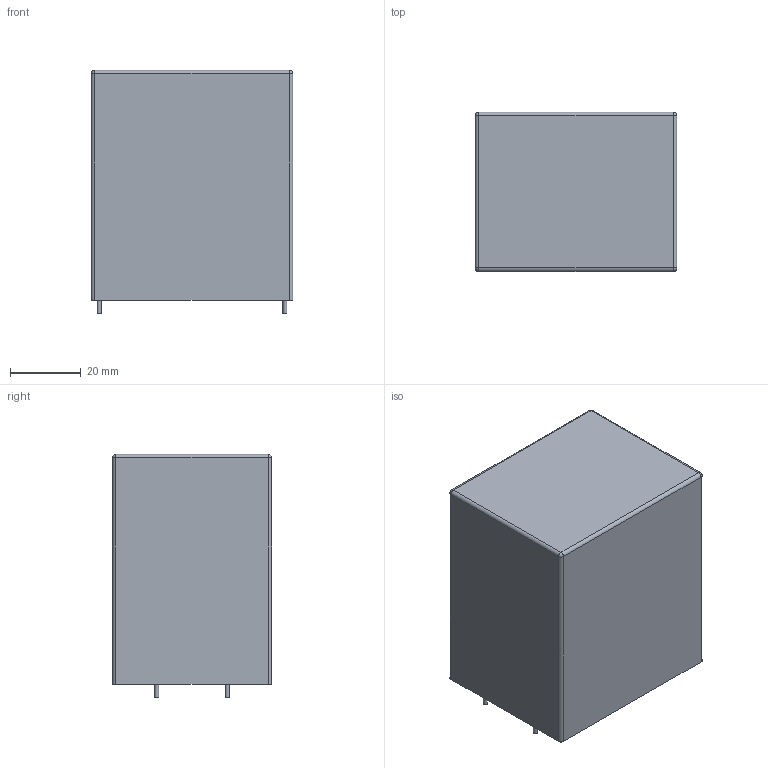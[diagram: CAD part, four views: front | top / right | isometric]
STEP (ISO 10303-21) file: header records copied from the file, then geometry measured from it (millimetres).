
FILE_DESCRIPTION(/* description */ (''),/* implementation_level */ '2;1');
FILE_NAME(/* name */ 'CAPRR5250W120L5700T4500H6500Q4.stp',/* time_stamp */ '2015-03-24T11:06:57+01:00',/* author */ ('admchouv'),/* organization */ (''),/* preprocessor_version */ 'ST-DEVELOPER v15.5',/* originating_system */ 'AutoCAD Mechanical',/* authorisation */ '');
FILE_SCHEMA (('AUTOMOTIVE_DESIGN { 1 0 10303 214 3 1 1 }'));
Length unit declared in the file: millimetre
Products named in the file (1): Product
Bounding box: 57 x 45 x 68.8 mm (x, y, z)
Volume: 166643.3 mm3; surface area: 18255.8 mm2
Topology: 5 solids, 5 shells, 30 faces, 48 edges, 28 vertices
Faces by surface type: plane 14, cylinder 12, sphere 4
Full cylindrical faces by diameter (mm): 1.2 x4
Entity records: 695 total; most frequent: DIRECTION 130, CARTESIAN_POINT 103, ORIENTED_EDGE 88, AXIS2_PLACEMENT_3D 55, EDGE_CURVE 44, EDGE_LOOP 34, FACE_OUTER_BOUND 30, ADVANCED_FACE 30
